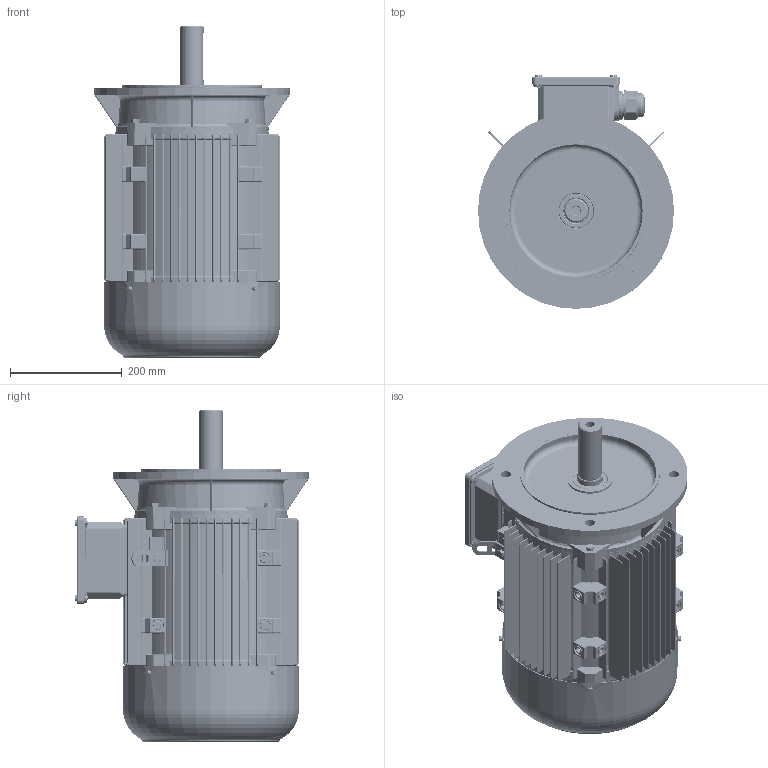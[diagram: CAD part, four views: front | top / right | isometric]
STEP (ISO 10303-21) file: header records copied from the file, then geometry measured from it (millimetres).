
FILE_DESCRIPTION(/* description */ (''),/* implementation_level */ '2;1');
FILE_NAME(/* name */ 'JL3-160M-2-B5.stp',/* time_stamp */ '2015-04-08T13:15:05+08:00',/* author */ (''),/* organization */ (''),/* preprocessor_version */ 'ST-DEVELOPER v14',/* originating_system */ 'SIEMENS PLM Software NX 8.0',/* authorisation */ '');
FILE_SCHEMA (('AUTOMOTIVE_DESIGN { 1 0 10303 214 3 1 1 1 }'));
Products named in the file (1): jl09144554h23s
Bounding box: 350 x 417.7 x 592.99 mm (x, y, z)
Volume: 6899626 mm3; surface area: 2538309.6 mm2
Topology: 56 solids, 56 shells, 7631 faces, 19839 edges, 12564 vertices
Faces by surface type: plane 3679, cylinder 1833, bspline 980, torus 675, sphere 247, cone 217
Full cylindrical faces by diameter (mm): 4.48 x5, 5 x5, 5.3 x5, 5.35 x4, 6 x4, 7.188 x8, 8 x11, 8.58 x2, 9.1 x8, 10 x5, 12.1 x2, 14.785 x2, 16 x1, 27.5 x1, 32.5 x3, 37.5 x5, 38.2 x1, 38.75 x6, 40 x7, 41.25 x6, 43.125 x1, 45 x1, 52 x1, 53.125 x1, 62 x1, 65 x1, 66 x1, 235 x1, 311 x1, 314 x1
Entity records: 277522 total; most frequent: CARTESIAN_POINT 99308, ORIENTED_EDGE 39046, DIRECTION 32746, EDGE_CURVE 19523, VERTEX_POINT 12447, LINE 11292, VECTOR 11292, AXIS2_PLACEMENT_3D 10727
